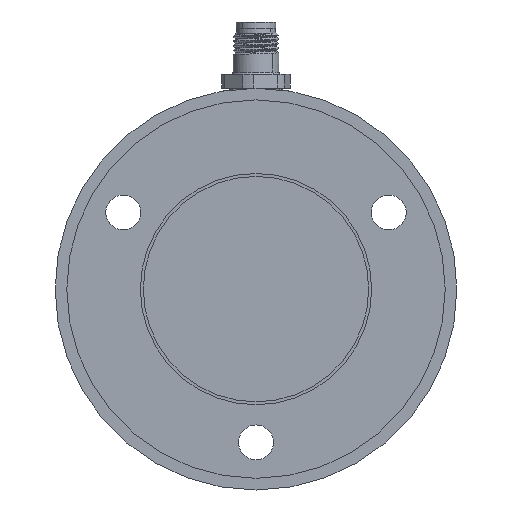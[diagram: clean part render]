
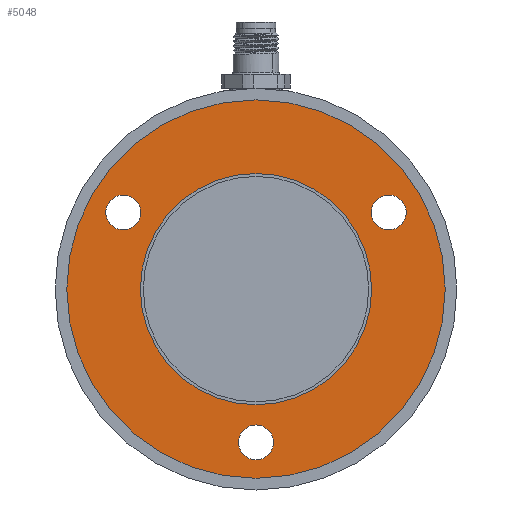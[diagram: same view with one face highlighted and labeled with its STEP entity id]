
A CAD part, front view. The second image highlights one B-rep face of the part: STEP entity #5048.
In plain terms, the highlighted planar face has unit normal (0, -1, 0).
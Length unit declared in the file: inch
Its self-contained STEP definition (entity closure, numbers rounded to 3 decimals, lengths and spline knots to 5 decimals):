
#270 = PLANE ( 'NONE',  #9760 ) ;
#374 = ORIENTED_EDGE ( 'NONE', *, *, #4209, .T. ) ;
#445 = DIRECTION ( 'NONE',  ( 0., 1., 0. ) ) ;
#843 = DIRECTION ( 'NONE',  ( 0., 1., 0. ) ) ;
#883 = DIRECTION ( 'NONE',  ( 0., -1., 0. ) ) ;
#991 = CARTESIAN_POINT ( 'NONE',  ( 0.56829, 0., 0.40285 ) ) ;
#1134 = FACE_BOUND ( 'NONE', #7475, .T. ) ;
#1164 = EDGE_CURVE ( 'NONE', #8618, #1367, #10579, .T. ) ;
#1283 = AXIS2_PLACEMENT_3D ( 'NONE', #10180, #6748, #3530 ) ;
#1367 = VERTEX_POINT ( 'NONE', #8349 ) ;
#1439 = DIRECTION ( 'NONE',  ( 0., 1., 0. ) ) ;
#1450 = AXIS2_PLACEMENT_3D ( 'NONE', #8050, #10418, #9554 ) ;
#1754 = AXIS2_PLACEMENT_3D ( 'NONE', #8124, #6621, #3264 ) ;
#1790 = CARTESIAN_POINT ( 'NONE',  ( 0., 0., -0.81 ) ) ;
#1791 = AXIS2_PLACEMENT_3D ( 'NONE', #6326, #7239, #7020 ) ;
#1813 = ORIENTED_EDGE ( 'NONE', *, *, #4274, .T. ) ;
#1875 = CARTESIAN_POINT ( 'NONE',  ( -0.495, 0., 0. ) ) ;
#1933 = FACE_BOUND ( 'NONE', #5940, .T. ) ;
#2151 = EDGE_CURVE ( 'NONE', #9806, #9147, #7913, .T. ) ;
#2275 = EDGE_LOOP ( 'NONE', ( #5773, #374 ) ) ;
#2412 = EDGE_CURVE ( 'NONE', #8890, #10465, #2960, .T. ) ;
#2479 = ORIENTED_EDGE ( 'NONE', *, *, #2412, .T. ) ;
#2960 = CIRCLE ( 'NONE', #1754, 0.07475 ) ;
#3143 = CIRCLE ( 'NONE', #1450, 0.07475 ) ;
#3179 = VERTEX_POINT ( 'NONE', #5549 ) ;
#3264 = DIRECTION ( 'NONE',  ( 0., 0., 1. ) ) ;
#3358 = VERTEX_POINT ( 'NONE', #9290 ) ;
#3530 = DIRECTION ( 'NONE',  ( 0., 0., -1. ) ) ;
#3595 = CARTESIAN_POINT ( 'NONE',  ( 0., 0., -0.6562 ) ) ;
#3687 = FACE_OUTER_BOUND ( 'NONE', #4332, .T. ) ;
#3727 = AXIS2_PLACEMENT_3D ( 'NONE', #3829, #1439, #4695 ) ;
#3829 = CARTESIAN_POINT ( 'NONE',  ( -0.56829, 0., 0.3281 ) ) ;
#3840 = EDGE_CURVE ( 'NONE', #3358, #6138, #5864, .T. ) ;
#3931 = AXIS2_PLACEMENT_3D ( 'NONE', #5630, #8041, #7300 ) ;
#4016 = EDGE_CURVE ( 'NONE', #9147, #9806, #6400, .T. ) ;
#4176 = DIRECTION ( 'NONE',  ( 0., 0., -1. ) ) ;
#4209 = EDGE_CURVE ( 'NONE', #1367, #8618, #8434, .T. ) ;
#4274 = EDGE_CURVE ( 'NONE', #10465, #8890, #3143, .T. ) ;
#4332 = EDGE_LOOP ( 'NONE', ( #9105, #6388 ) ) ;
#4496 = FACE_BOUND ( 'NONE', #6777, .T. ) ;
#4678 = ORIENTED_EDGE ( 'NONE', *, *, #3840, .T. ) ;
#4695 = DIRECTION ( 'NONE',  ( 0., 0., 1. ) ) ;
#4845 = CARTESIAN_POINT ( 'NONE',  ( 0., 0., 0.495 ) ) ;
#4978 = CARTESIAN_POINT ( 'NONE',  ( 0., 0., 0. ) ) ;
#5048 = ADVANCED_FACE ( 'NONE', ( #6792, #1933, #1134, #4496, #3687 ), #270, .F. ) ;
#5119 = DIRECTION ( 'NONE',  ( 0., 1., 0. ) ) ;
#5518 = AXIS2_PLACEMENT_3D ( 'NONE', #9048, #6637, #8180 ) ;
#5549 = CARTESIAN_POINT ( 'NONE',  ( 0., 0., 0.81 ) ) ;
#5630 = CARTESIAN_POINT ( 'NONE',  ( 0., 0., -0.6562 ) ) ;
#5773 = ORIENTED_EDGE ( 'NONE', *, *, #1164, .T. ) ;
#5864 = CIRCLE ( 'NONE', #7930, 0.07475 ) ;
#5918 = ORIENTED_EDGE ( 'NONE', *, *, #6258, .T. ) ;
#5940 = EDGE_LOOP ( 'NONE', ( #1813, #2479 ) ) ;
#6138 = VERTEX_POINT ( 'NONE', #8204 ) ;
#6258 = EDGE_CURVE ( 'NONE', #6138, #3358, #8892, .T. ) ;
#6292 = CARTESIAN_POINT ( 'NONE',  ( 0., 0., -0.495 ) ) ;
#6326 = CARTESIAN_POINT ( 'NONE',  ( 0., 0., 0. ) ) ;
#6388 = ORIENTED_EDGE ( 'NONE', *, *, #7954, .T. ) ;
#6400 = CIRCLE ( 'NONE', #1791, 0.495 ) ;
#6547 = CIRCLE ( 'NONE', #1283, 0.81 ) ;
#6621 = DIRECTION ( 'NONE',  ( 0., 1., 0. ) ) ;
#6637 = DIRECTION ( 'NONE',  ( 0., -1., 0. ) ) ;
#6748 = DIRECTION ( 'NONE',  ( 0., -1., 0. ) ) ;
#6777 = EDGE_LOOP ( 'NONE', ( #8757, #7939 ) ) ;
#6792 = FACE_BOUND ( 'NONE', #2275, .T. ) ;
#6806 = DIRECTION ( 'NONE',  ( 0., 0., 1. ) ) ;
#7020 = DIRECTION ( 'NONE',  ( 0., 0., -1. ) ) ;
#7082 = CIRCLE ( 'NONE', #9640, 0.81 ) ;
#7092 = CARTESIAN_POINT ( 'NONE',  ( -0.56829, 0., 0.40285 ) ) ;
#7239 = DIRECTION ( 'NONE',  ( 0., -1., 0. ) ) ;
#7300 = DIRECTION ( 'NONE',  ( 0., 0., 1. ) ) ;
#7475 = EDGE_LOOP ( 'NONE', ( #5918, #4678 ) ) ;
#7896 = EDGE_CURVE ( 'NONE', #8653, #3179, #7082, .T. ) ;
#7913 = CIRCLE ( 'NONE', #5518, 0.495 ) ;
#7930 = AXIS2_PLACEMENT_3D ( 'NONE', #3595, #445, #6806 ) ;
#7939 = ORIENTED_EDGE ( 'NONE', *, *, #4016, .F. ) ;
#7950 = DIRECTION ( 'NONE',  ( 0., 0., 1. ) ) ;
#7954 = EDGE_CURVE ( 'NONE', #3179, #8653, #6547, .T. ) ;
#8041 = DIRECTION ( 'NONE',  ( 0., 1., 0. ) ) ;
#8050 = CARTESIAN_POINT ( 'NONE',  ( 0.56829, 0., 0.3281 ) ) ;
#8108 = CARTESIAN_POINT ( 'NONE',  ( -0.56829, 0., 0.3281 ) ) ;
#8124 = CARTESIAN_POINT ( 'NONE',  ( 0.56829, 0., 0.3281 ) ) ;
#8180 = DIRECTION ( 'NONE',  ( 0., 0., -1. ) ) ;
#8204 = CARTESIAN_POINT ( 'NONE',  ( 0., 0., -0.58145 ) ) ;
#8349 = CARTESIAN_POINT ( 'NONE',  ( -0.56829, 0., 0.25335 ) ) ;
#8434 = CIRCLE ( 'NONE', #9297, 0.07475 ) ;
#8557 = DIRECTION ( 'NONE',  ( 0., 0., 1. ) ) ;
#8618 = VERTEX_POINT ( 'NONE', #7092 ) ;
#8653 = VERTEX_POINT ( 'NONE', #1790 ) ;
#8757 = ORIENTED_EDGE ( 'NONE', *, *, #2151, .F. ) ;
#8861 = CARTESIAN_POINT ( 'NONE',  ( 0.56829, 0., 0.25335 ) ) ;
#8890 = VERTEX_POINT ( 'NONE', #8861 ) ;
#8892 = CIRCLE ( 'NONE', #3931, 0.07475 ) ;
#9048 = CARTESIAN_POINT ( 'NONE',  ( 0., 0., 0. ) ) ;
#9105 = ORIENTED_EDGE ( 'NONE', *, *, #7896, .T. ) ;
#9147 = VERTEX_POINT ( 'NONE', #4845 ) ;
#9290 = CARTESIAN_POINT ( 'NONE',  ( 0., 0., -0.73095 ) ) ;
#9297 = AXIS2_PLACEMENT_3D ( 'NONE', #8108, #843, #7950 ) ;
#9554 = DIRECTION ( 'NONE',  ( 0., 0., 1. ) ) ;
#9640 = AXIS2_PLACEMENT_3D ( 'NONE', #4978, #883, #4176 ) ;
#9760 = AXIS2_PLACEMENT_3D ( 'NONE', #1875, #5119, #8557 ) ;
#9806 = VERTEX_POINT ( 'NONE', #6292 ) ;
#10180 = CARTESIAN_POINT ( 'NONE',  ( 0., 0., 0. ) ) ;
#10418 = DIRECTION ( 'NONE',  ( 0., 1., 0. ) ) ;
#10465 = VERTEX_POINT ( 'NONE', #991 ) ;
#10579 = CIRCLE ( 'NONE', #3727, 0.07475 ) ;
